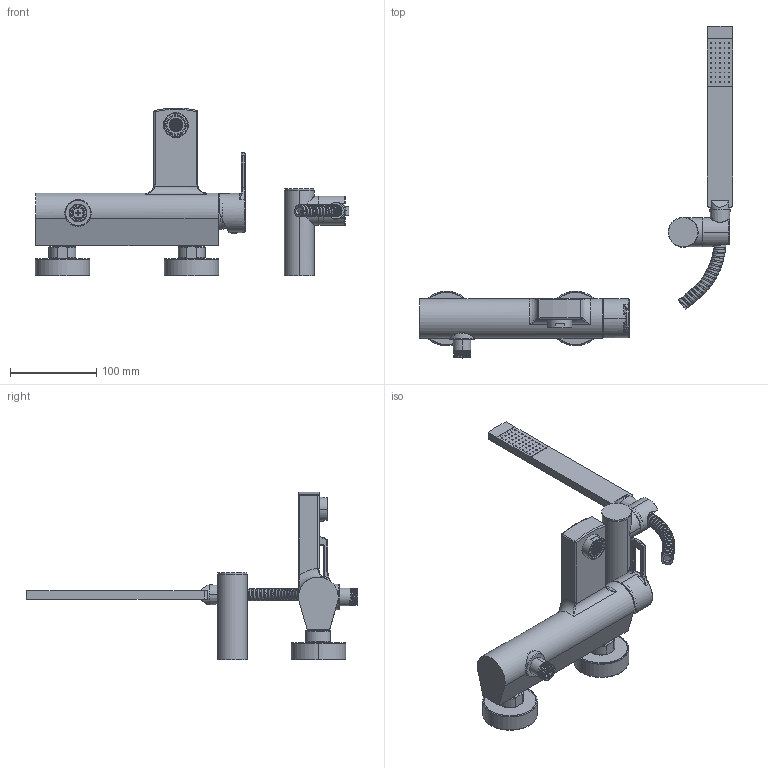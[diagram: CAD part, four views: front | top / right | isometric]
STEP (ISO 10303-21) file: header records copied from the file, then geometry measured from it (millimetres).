
FILE_DESCRIPTION((''),'2;1');
FILE_NAME('RIN023CR','2021-04-28T16:22:39',('ut3'),('PAFFONI SpA'),'CREO PARAMETRIC BY PTC INC, 2020044','CREO PARAMETRIC BY PTC INC, 2020044','');
FILE_SCHEMA(('CONFIG_CONTROL_DESIGN','SHAPE_APPEARANCE_LAYERS_GROUPS'));
Products named in the file (1): RIN023CR
Bounding box: 364.5 x 385.59 x 194.7 mm (x, y, z)
Volume: 468677.7 mm3; surface area: 287568.4 mm2
Topology: 7 solids, 7 shells, 3671 faces, 10166 edges, 6579 vertices
Faces by surface type: plane 2649, cylinder 577, torus 171, cone 140, bspline 92, sphere 42
Entity records: 184959 total; most frequent: CARTESIAN_POINT 63254, ORIENTED_EDGE 20290, DIRECTION 19255, EDGE_CURVE 10145, VECTOR 6657, LINE 6657, VERTEX_POINT 6577, AXIS2_PLACEMENT_3D 6299
